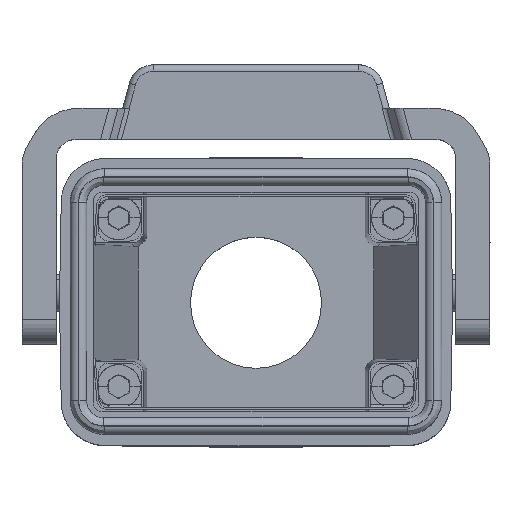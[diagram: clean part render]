
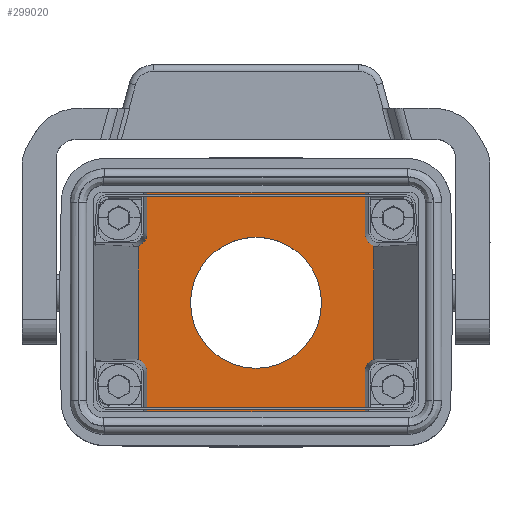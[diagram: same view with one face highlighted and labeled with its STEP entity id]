
A CAD part, top view. The second image highlights one B-rep face of the part: STEP entity #299020.
In plain terms, the highlighted face is planar.
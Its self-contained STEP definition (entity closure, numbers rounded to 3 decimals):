
#5450=CARTESIAN_POINT('',(-46.114,-90.612,
-60.874));
#5460=VERTEX_POINT('',#5450);
#5490=CARTESIAN_POINT('',(-46.769,-90.612,
-58.984));
#5500=DIRECTION('',(0.,-1.,0.));
#5510=DIRECTION('',(0.707,0.,
-0.707));
#5520=AXIS2_PLACEMENT_3D('',#5490,#5500,#5510);
#5530=ELLIPSE('',#5520,2.,2.);
#5540=CARTESIAN_POINT('',(-44.769,-90.612,
-58.984));
#5550=VERTEX_POINT('',#5540);
#5560=EDGE_CURVE('',#5460,#5550,#5530,.T.);
#77120=CARTESIAN_POINT('',(-9.738,-90.612,
-87.596));
#77130=VERTEX_POINT('',#77120);
#77210=CARTESIAN_POINT('',(-9.738,-90.612,
-81.016));
#77220=VERTEX_POINT('',#77210);
#77250=CARTESIAN_POINT('',(-9.738,-90.612,0.));
#77260=DIRECTION('',(0.,0.,-1.));
#77270=VECTOR('',#77260,1.);
#77280=LINE('',#77250,#77270);
#77290=EDGE_CURVE('',#77220,#77130,#77280,.T.);
#77820=CARTESIAN_POINT('',(-8.393,-90.612,
-79.126));
#77830=VERTEX_POINT('',#77820);
#78010=CARTESIAN_POINT('',(-8.393,-90.612,
-60.874));
#78020=VERTEX_POINT('',#78010);
#78050=CARTESIAN_POINT('',(-8.393,-90.612,0.));
#78060=DIRECTION('',(0.,0.,-1.));
#78070=VECTOR('',#78060,1.);
#78080=LINE('',#78050,#78070);
#78090=EDGE_CURVE('',#78020,#77830,#78080,.T.);
#108130=CARTESIAN_POINT('',(-46.114,-90.612,
-79.126));
#108140=VERTEX_POINT('',#108130);
#108170=CARTESIAN_POINT('',(-46.114,-90.612,0.));
#108180=DIRECTION('',(0.,0.,-1.));
#108190=VECTOR('',#108180,1.);
#108200=LINE('',#108170,#108190);
#108210=EDGE_CURVE('',#5460,#108140,#108200,.T.);
#108420=CARTESIAN_POINT('',(-44.769,-90.612,
-81.016));
#108430=VERTEX_POINT('',#108420);
#108510=CARTESIAN_POINT('',(-44.769,-90.612,
-87.596));
#108520=VERTEX_POINT('',#108510);
#108550=CARTESIAN_POINT('',(-44.769,-90.612,0.));
#108560=DIRECTION('',(0.,0.,1.));
#108570=VECTOR('',#108560,1.);
#108580=LINE('',#108550,#108570);
#108590=EDGE_CURVE('',#108520,#108430,#108580,.T.);
#122640=CARTESIAN_POINT('',(-46.769,-90.612,
-81.016));
#122650=DIRECTION('',(0.,-1.,0.));
#122660=DIRECTION('',(-0.707,0.,
-0.707));
#122670=AXIS2_PLACEMENT_3D('',#122640,#122650,#122660);
#122680=ELLIPSE('',#122670,2.,2.);
#122690=EDGE_CURVE('',#108430,#108140,#122680,.T.);
#134700=CARTESIAN_POINT('',(-16.753,-90.612,
-70.));
#134710=VERTEX_POINT('',#134700);
#134890=CARTESIAN_POINT('',(-37.753,-90.612,
-70.));
#134900=VERTEX_POINT('',#134890);
#134930=CARTESIAN_POINT('',(-27.253,-90.612,
-70.));
#134940=DIRECTION('',(0.,-1.,0.));
#134950=DIRECTION('',(1.,0.,0.));
#134960=AXIS2_PLACEMENT_3D('',#134930,#134940,#134950);
#134970=CIRCLE('',#134960,10.5);
#134980=EDGE_CURVE('',#134900,#134710,#134970,.T.);
#146390=CARTESIAN_POINT('',(-7.738,-90.612,
-81.016));
#146400=DIRECTION('',(0.,-1.,0.));
#146410=DIRECTION('',(-0.707,0.,
0.707));
#146420=AXIS2_PLACEMENT_3D('',#146390,#146400,#146410);
#146430=ELLIPSE('',#146420,2.,2.);
#146440=EDGE_CURVE('',#77830,#77220,#146430,.T.);
#294540=EDGE_CURVE('',#134710,#134900,#134970,.T.);
#298130=CARTESIAN_POINT('',(-44.769,-90.612,
-52.404));
#298140=VERTEX_POINT('',#298130);
#298190=CARTESIAN_POINT('',(-44.769,-90.612,0.));
#298200=DIRECTION('',(0.,0.,1.));
#298210=VECTOR('',#298200,1.);
#298220=LINE('',#298190,#298210);
#298230=EDGE_CURVE('',#5550,#298140,#298220,.T.);
#298540=CARTESIAN_POINT('',(-27.253,-90.612,-70.));
#298550=DIRECTION('',(0.,-1.,0.));
#298560=DIRECTION('',(-1.,0.,0.));
#298570=AXIS2_PLACEMENT_3D('',#298540,#298550,#298560);
#298580=PLANE('',#298570);
#298590=ORIENTED_EDGE('',*,*,#294540,.T.);
#298600=ORIENTED_EDGE('',*,*,#134980,.T.);
#298610=EDGE_LOOP('',(#298600,#298590));
#298620=FACE_BOUND('',#298610,.T.);
#298630=ORIENTED_EDGE('',*,*,#122690,.T.);
#298640=ORIENTED_EDGE('',*,*,#108590,.T.);
#298650=CARTESIAN_POINT('',(0.,-90.612,-87.596));
#298660=DIRECTION('',(1.,0.,0.));
#298670=VECTOR('',#298660,1.);
#298680=LINE('',#298650,#298670);
#298690=EDGE_CURVE('',#108520,#77130,#298680,.T.);
#298700=ORIENTED_EDGE('',*,*,#298690,.F.);
#298710=ORIENTED_EDGE('',*,*,#77290,.T.);
#298720=ORIENTED_EDGE('',*,*,#146440,.T.);
#298730=ORIENTED_EDGE('',*,*,#78090,.T.);
#298740=CARTESIAN_POINT('',(-7.738,-90.612,
-58.984));
#298750=DIRECTION('',(0.,-1.,0.));
#298760=DIRECTION('',(-0.707,0.,
-0.707));
#298770=AXIS2_PLACEMENT_3D('',#298740,#298750,#298760);
#298780=ELLIPSE('',#298770,2.,2.);
#298790=CARTESIAN_POINT('',(-9.738,-90.612,
-58.984));
#298800=VERTEX_POINT('',#298790);
#298810=EDGE_CURVE('',#298800,#78020,#298780,.T.);
#298820=ORIENTED_EDGE('',*,*,#298810,.T.);
#298830=CARTESIAN_POINT('',(-9.738,-90.612,0.));
#298840=DIRECTION('',(0.,0.,-1.));
#298850=VECTOR('',#298840,1.);
#298860=LINE('',#298830,#298850);
#298870=CARTESIAN_POINT('',(-9.738,-90.612,
-52.404));
#298880=VERTEX_POINT('',#298870);
#298890=EDGE_CURVE('',#298880,#298800,#298860,.T.);
#298900=ORIENTED_EDGE('',*,*,#298890,.T.);
#298910=CARTESIAN_POINT('',(0.,-90.612,-52.404));
#298920=DIRECTION('',(-1.,0.,0.));
#298930=VECTOR('',#298920,1.);
#298940=LINE('',#298910,#298930);
#298950=EDGE_CURVE('',#298880,#298140,#298940,.T.);
#298960=ORIENTED_EDGE('',*,*,#298950,.F.);
#298970=ORIENTED_EDGE('',*,*,#298230,.T.);
#298980=ORIENTED_EDGE('',*,*,#5560,.T.);
#298990=ORIENTED_EDGE('',*,*,#108210,.F.);
#299000=EDGE_LOOP('',(#298990,#298980,#298970,#298960,#298900,#298820,
#298730,#298720,#298710,#298700,#298640,#298630));
#299010=FACE_OUTER_BOUND('',#299000,.T.);
#299020=ADVANCED_FACE('',(#298620,#299010),#298580,.F.);
